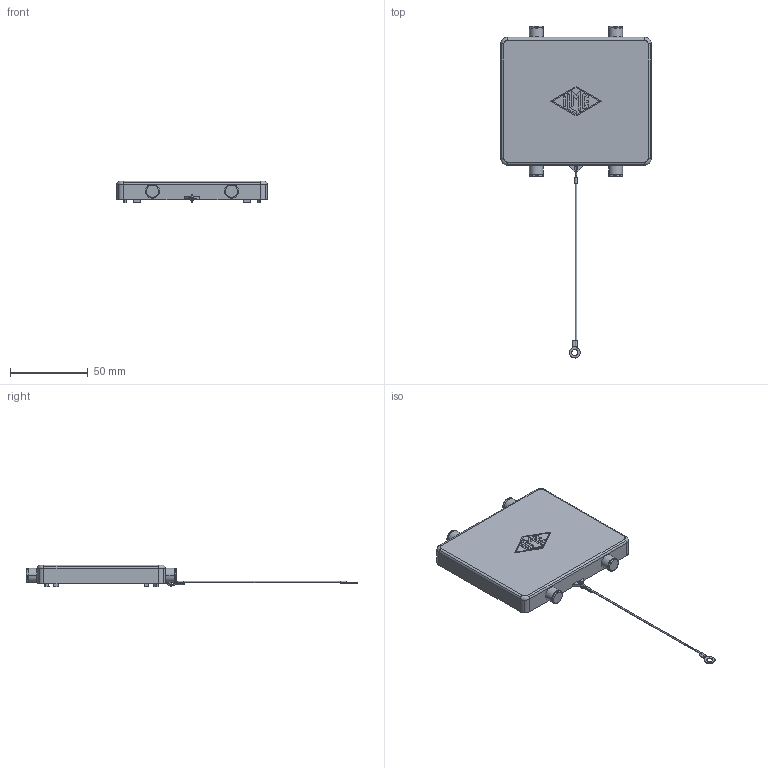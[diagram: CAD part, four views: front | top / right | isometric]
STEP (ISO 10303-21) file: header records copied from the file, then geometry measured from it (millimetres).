
FILE_DESCRIPTION((''),'2;1');
FILE_NAME('CHCW 32.stp','2006-12-13T11:19:30',('gembarski'),(''),'Autodesk Inventor 7','Autodesk Inventor 7','');
FILE_SCHEMA(('AUTOMOTIVE_DESIGN { 1 0 10303 214 1 1 1 1 }'));
Length unit declared in the file: millimetre
Products named in the file (1): CHCW 32
Bounding box: 97 x 213.99 x 14 mm (x, y, z)
Volume: 39859.7 mm3; surface area: 25217.7 mm2
Topology: 2 solids, 2 shells, 258 faces, 657 edges, 428 vertices
Faces by surface type: plane 99, cylinder 81, bspline 56, torus 22
Entity records: 8387 total; most frequent: CARTESIAN_POINT 2058, DIRECTION 1331, ORIENTED_EDGE 1306, EDGE_CURVE 653, AXIS2_PLACEMENT_3D 475, VERTEX_POINT 426, VECTOR 381, LINE 381
